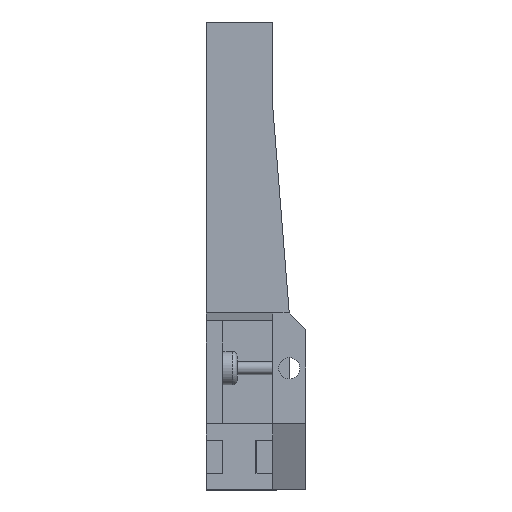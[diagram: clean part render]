
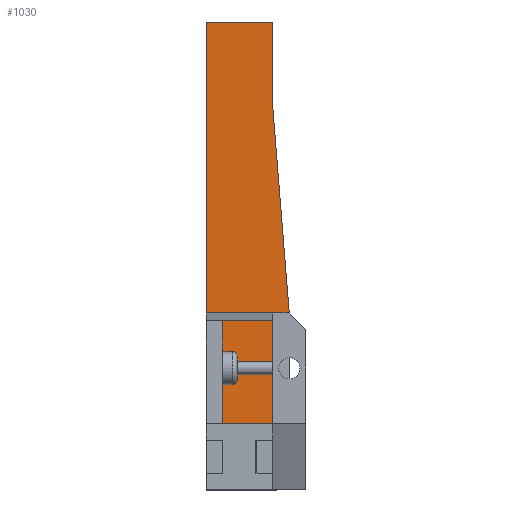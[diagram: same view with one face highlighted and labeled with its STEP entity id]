
A CAD part, left-side view. The second image highlights one B-rep face of the part: STEP entity #1030.
In plain terms, the highlighted planar face has unit normal (-1, 0, 0).
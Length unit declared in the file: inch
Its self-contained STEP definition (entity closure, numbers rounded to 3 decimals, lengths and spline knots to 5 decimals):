
#55=PLANE('',#1111);
#105=FACE_OUTER_BOUND('',#162,.T.);
#162=EDGE_LOOP('',(#875,#876,#877,#878,#879,#880,#881,#882,#883));
#213=LINE('',#1481,#342);
#235=LINE('',#1526,#364);
#256=LINE('',#1567,#385);
#282=LINE('',#1618,#411);
#283=LINE('',#1621,#412);
#284=LINE('',#1623,#413);
#285=LINE('',#1625,#414);
#286=LINE('',#1627,#415);
#287=LINE('',#1628,#416);
#342=VECTOR('',#1201,0.3937);
#364=VECTOR('',#1237,0.3937);
#385=VECTOR('',#1268,0.3937);
#411=VECTOR('',#1316,0.3937);
#412=VECTOR('',#1319,0.3937);
#413=VECTOR('',#1320,0.3937);
#414=VECTOR('',#1321,0.3937);
#415=VECTOR('',#1322,0.3937);
#416=VECTOR('',#1323,0.3937);
#483=VERTEX_POINT('',#1478);
#484=VERTEX_POINT('',#1480);
#500=VERTEX_POINT('',#1524);
#514=VERTEX_POINT('',#1564);
#515=VERTEX_POINT('',#1566);
#530=VERTEX_POINT('',#1620);
#531=VERTEX_POINT('',#1622);
#532=VERTEX_POINT('',#1624);
#533=VERTEX_POINT('',#1626);
#584=EDGE_CURVE('',#483,#484,#213,.T.);
#606=EDGE_CURVE('',#500,#483,#235,.T.);
#627=EDGE_CURVE('',#515,#514,#256,.T.);
#653=EDGE_CURVE('',#515,#500,#282,.T.);
#654=EDGE_CURVE('',#530,#514,#283,.T.);
#655=EDGE_CURVE('',#531,#530,#284,.T.);
#656=EDGE_CURVE('',#531,#532,#285,.T.);
#657=EDGE_CURVE('',#533,#532,#286,.T.);
#658=EDGE_CURVE('',#484,#533,#287,.T.);
#875=ORIENTED_EDGE('',*,*,#606,.F.);
#876=ORIENTED_EDGE('',*,*,#653,.F.);
#877=ORIENTED_EDGE('',*,*,#627,.T.);
#878=ORIENTED_EDGE('',*,*,#654,.F.);
#879=ORIENTED_EDGE('',*,*,#655,.F.);
#880=ORIENTED_EDGE('',*,*,#656,.T.);
#881=ORIENTED_EDGE('',*,*,#657,.F.);
#882=ORIENTED_EDGE('',*,*,#658,.F.);
#883=ORIENTED_EDGE('',*,*,#584,.F.);
#1030=ADVANCED_FACE('',(#105),#55,.F.);
#1111=AXIS2_PLACEMENT_3D('',#1619,#1317,#1318);
#1201=DIRECTION('',(0.,-0.08,-0.997));
#1237=DIRECTION('',(0.,0.,-1.));
#1268=DIRECTION('',(0.,0.,-1.));
#1316=DIRECTION('',(0.,-1.,0.));
#1317=DIRECTION('center_axis',(1.,0.,0.));
#1318=DIRECTION('ref_axis',(0.,0.,1.));
#1319=DIRECTION('',(0.,1.,0.));
#1320=DIRECTION('',(0.,0.,1.));
#1321=DIRECTION('',(0.,-1.,0.));
#1322=DIRECTION('',(0.,0.,-1.));
#1323=DIRECTION('',(0.,1.,0.));
#1478=CARTESIAN_POINT('',(0.,-0.75,4.79724));
#1480=CARTESIAN_POINT('',(0.,-1.,1.66535));
#1481=CARTESIAN_POINT('',(0.,-1.06288,0.87761));
#1524=CARTESIAN_POINT('',(0.,-0.75,6.04724));
#1526=CARTESIAN_POINT('',(0.,-0.75,2.39862));
#1564=CARTESIAN_POINT('',(0.,0.25,1.66535));
#1566=CARTESIAN_POINT('',(0.,0.25,6.04724));
#1567=CARTESIAN_POINT('',(0.,0.25,0.));
#1618=CARTESIAN_POINT('',(0.,0.,6.04724));
#1619=CARTESIAN_POINT('Origin',(0.,0.,0.));
#1620=CARTESIAN_POINT('',(0.,0.,1.66535));
#1621=CARTESIAN_POINT('',(0.,0.,1.66535));
#1622=CARTESIAN_POINT('',(0.,0.,0.));
#1623=CARTESIAN_POINT('',(0.,0.,0.));
#1624=CARTESIAN_POINT('',(0.,-0.75,0.));
#1625=CARTESIAN_POINT('',(0.,0.,0.));
#1626=CARTESIAN_POINT('',(0.,-0.75,1.66535));
#1627=CARTESIAN_POINT('',(0.,-0.75,0.41634));
#1628=CARTESIAN_POINT('',(0.,-0.5,1.66535));
